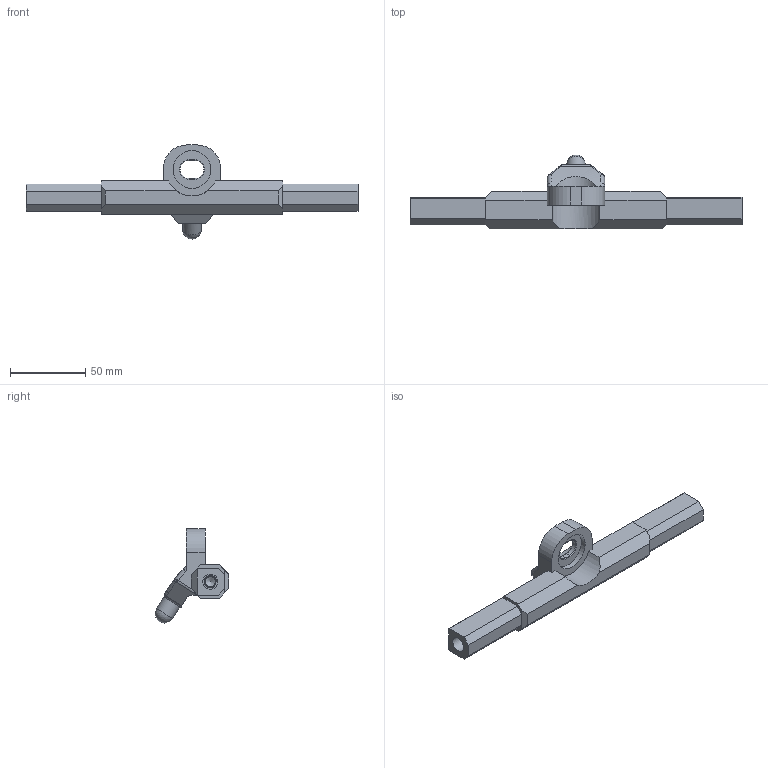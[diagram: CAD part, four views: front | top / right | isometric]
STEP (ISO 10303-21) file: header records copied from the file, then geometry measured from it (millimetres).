
FILE_DESCRIPTION(/* description */ (''),/* implementation_level */ '2;1');
FILE_NAME(/* name */ 'Razillian TKP 220 Axle v10.step',/* time_stamp */ '2023-03-21T19:40:01-04:00',/* author */ (''),/* organization */ (''),/* preprocessor_version */ 'ST-DEVELOPER v19.2',/* originating_system */ 'Autodesk Translation Framework v11.17.0.187',/* authorisation */ '');
FILE_SCHEMA (('AUTOMOTIVE_DESIGN { 1 0 10303 214 3 1 1 }'));
Length unit declared in the file: millimetre
Products named in the file (1): Razillian TKP 220 Axle
Bounding box: 220 x 48.99 x 62.32 mm (x, y, z)
Volume: 95371 mm3; surface area: 25076.5 mm2
Topology: 1 solids, 1 shells, 153 faces, 414 edges, 266 vertices
Faces by surface type: cylinder 69, plane 61, bspline 14, torus 6, cone 2, sphere 1
Full cylindrical faces by diameter (mm): 6.779 x10, 8.17 x6, 10 x2, 12.6 x1, 25 x2, 30.5 x1
Entity records: 8020 total; most frequent: CARTESIAN_POINT 4354, ORIENTED_EDGE 818, DIRECTION 662, EDGE_CURVE 409, VERTEX_POINT 266, AXIS2_PLACEMENT_3D 226, LINE 210, VECTOR 210
